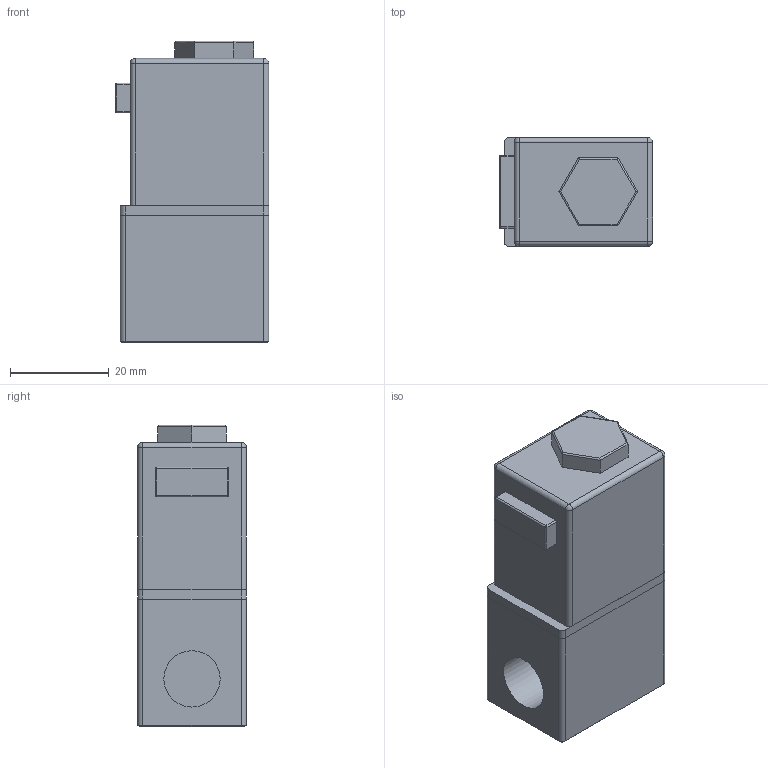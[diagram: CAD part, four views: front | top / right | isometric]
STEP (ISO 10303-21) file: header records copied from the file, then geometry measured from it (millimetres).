
FILE_DESCRIPTION(('FreeCAD Model'),'2;1');
FILE_NAME('Solenoid_Valve_1_4.stp','2020-07-13T13:39:30',('FreeCAD'),( 'FreeCAD'),'Open CASCADE STEP processor 7.3','FreeCAD','Unknown');
FILE_SCHEMA(('AUTOMOTIVE_DESIGN { 1 0 10303 214 1 1 1 1 }'));
Length unit declared in the file: millimetre
Products named in the file (4): Open CASCADE STEP translator 7.3 1; Open CASCADE STEP translator 7.3 1.1; Open CASCADE STEP translator 7.3 1.2; Open CASCADE STEP translator 7.3 1.3
Assembly tree (3 placements, depth 2):
  Open CASCADE STEP translator 7.3 1
    Open CASCADE STEP translator 7.3 1.1
    Open CASCADE STEP translator 7.3 1.2
    Open CASCADE STEP translator 7.3 1.3
Bounding box: 31 x 22 x 61 mm (x, y, z)
Volume: 34886.3 mm3; surface area: 10793.2 mm2
Topology: 3 solids, 3 shells, 84 faces, 190 edges, 108 vertices
Faces by surface type: plane 36, cylinder 34, sphere 8, cone 6
Full cylindrical faces by diameter (mm): 3.3 x2, 11.4 x2
Entity records: 4719 total; most frequent: CARTESIAN_POINT 890, DIRECTION 747, LINE 416, VECTOR 416, ORIENTED_EDGE 360, PCURVE 360, DEFINITIONAL_REPRESENTATION 360, EDGE_CURVE 180
